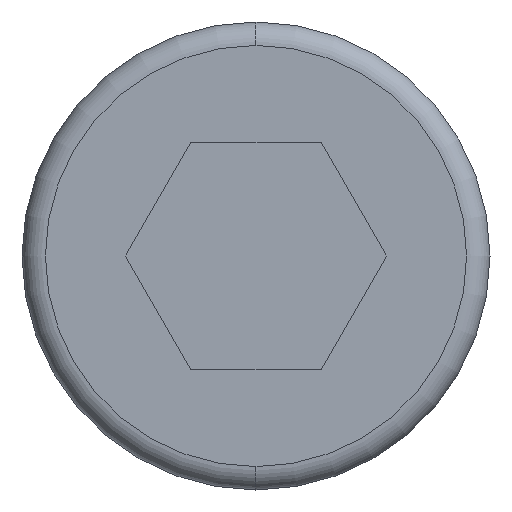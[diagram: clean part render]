
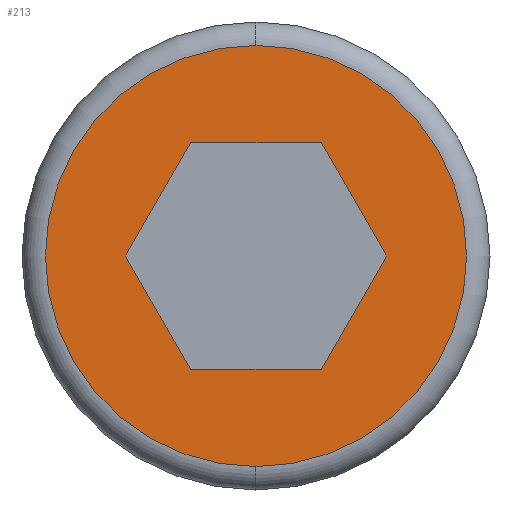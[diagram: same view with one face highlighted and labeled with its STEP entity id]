
A CAD part, left-side view. The second image highlights one B-rep face of the part: STEP entity #213.
In plain terms, the highlighted planar face has unit normal (-1, 0, 0).
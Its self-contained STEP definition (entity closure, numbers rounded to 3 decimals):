
#15 = ORIENTED_EDGE ( 'NONE', *, *, #251, .T. ) ;
#51 = EDGE_LOOP ( 'NONE', ( #333, #61, #495, #500, #276, #142 ) ) ;
#54 = LINE ( 'NONE', #515, #174 ) ;
#60 = VERTEX_POINT ( 'NONE', #478 ) ;
#61 = ORIENTED_EDGE ( 'NONE', *, *, #285, .F. ) ;
#69 = EDGE_LOOP ( 'NONE', ( #15, #425 ) ) ;
#76 = CARTESIAN_POINT ( 'NONE',  ( -4.82, -1.155, 2. ) ) ;
#81 = CIRCLE ( 'NONE', #365, 3.726 ) ;
#85 = CARTESIAN_POINT ( 'NONE',  ( -4.82, 0., -3.726 ) ) ;
#103 = EDGE_CURVE ( 'E4', #218, #191, #382, .T. ) ;
#111 = DIRECTION ( 'NONE',  ( 0., -0.5, -0.866 ) ) ;
#124 = CARTESIAN_POINT ( 'NONE',  ( -4.82, 3.726, 0. ) ) ;
#131 = VECTOR ( 'NONE', #149, 1000. ) ;
#134 = DIRECTION ( 'NONE',  ( -1., 0., 0. ) ) ;
#136 = DIRECTION ( 'NONE',  ( 0., 0., -1. ) ) ;
#142 = ORIENTED_EDGE ( 'NONE', *, *, #265, .F. ) ;
#149 = DIRECTION ( 'NONE',  ( 0., -1., 0. ) ) ;
#170 = VERTEX_POINT ( 'NONE', #210 ) ;
#174 = VECTOR ( 'NONE', #317, 1000. ) ;
#188 = LINE ( 'NONE', #322, #301 ) ;
#191 = VERTEX_POINT ( 'NONE', #243 ) ;
#205 = PLANE ( 'NONE',  #400 ) ;
#210 = CARTESIAN_POINT ( 'NONE',  ( -4.82, -1.155, -2. ) ) ;
#213 = ADVANCED_FACE ( 'E3', ( #273, #217 ), #205, .F. ) ;
#217 = FACE_BOUND ( 'NONE', #51, .T. ) ;
#218 = VERTEX_POINT ( 'NONE', #85 ) ;
#221 = LINE ( 'NONE', #241, #528 ) ;
#233 = CARTESIAN_POINT ( 'NONE',  ( -4.82, 2.664, 0.613 ) ) ;
#241 = CARTESIAN_POINT ( 'NONE',  ( -4.82, -0.801, 2.613 ) ) ;
#243 = CARTESIAN_POINT ( 'NONE',  ( -4.82, 0., 3.726 ) ) ;
#245 = DIRECTION ( 'NONE',  ( -1., 0., 0. ) ) ;
#246 = LINE ( 'NONE', #386, #131 ) ;
#251 = EDGE_CURVE ( 'E4', #191, #218, #81, .T. ) ;
#265 = EDGE_CURVE ( 'E46', #492, #529, #371, .T. ) ;
#267 = VERTEX_POINT ( 'NONE', #295 ) ;
#273 = FACE_OUTER_BOUND ( 'NONE', #69, .T. ) ;
#275 = EDGE_CURVE ( 'E32', #60, #267, #439, .T. ) ;
#276 = ORIENTED_EDGE ( 'NONE', *, *, #458, .F. ) ;
#279 = DIRECTION ( 'NONE',  ( 0., 0.5, 0.866 ) ) ;
#285 = EDGE_CURVE ( 'E18', #170, #506, #54, .T. ) ;
#288 = DIRECTION ( 'NONE',  ( 0., 0., 1. ) ) ;
#295 = CARTESIAN_POINT ( 'NONE',  ( -4.82, 1.155, -2. ) ) ;
#301 = VECTOR ( 'NONE', #363, 1000. ) ;
#303 = EDGE_CURVE ( 'E25', #267, #170, #246, .T. ) ;
#317 = DIRECTION ( 'NONE',  ( 0., -0.5, 0.866 ) ) ;
#322 = CARTESIAN_POINT ( 'NONE',  ( -4.82, 2.664, -0.613 ) ) ;
#333 = ORIENTED_EDGE ( 'NONE', *, *, #450, .F. ) ;
#339 = DIRECTION ( 'NONE',  ( 0., 1., 0. ) ) ;
#363 = DIRECTION ( 'NONE',  ( 0., 0.5, -0.866 ) ) ;
#365 = AXIS2_PLACEMENT_3D ( 'NONE', #373, #134, #413 ) ;
#371 = LINE ( 'NONE', #451, #459 ) ;
#373 = CARTESIAN_POINT ( 'NONE',  ( -4.82, 0., 0. ) ) ;
#378 = AXIS2_PLACEMENT_3D ( 'NONE', #405, #245, #288 ) ;
#382 = CIRCLE ( 'NONE', #378, 3.726 ) ;
#386 = CARTESIAN_POINT ( 'NONE',  ( -4.82, 3.726, -2. ) ) ;
#396 = CARTESIAN_POINT ( 'NONE',  ( -4.82, 1.155, 2. ) ) ;
#399 = CARTESIAN_POINT ( 'NONE',  ( -4.82, -2.309, 0. ) ) ;
#400 = AXIS2_PLACEMENT_3D ( 'NONE', #124, #457, #136 ) ;
#405 = CARTESIAN_POINT ( 'NONE',  ( -4.82, 0., 0. ) ) ;
#408 = VECTOR ( 'NONE', #111, 1000. ) ;
#413 = DIRECTION ( 'NONE',  ( 0., 0., 1. ) ) ;
#425 = ORIENTED_EDGE ( 'NONE', *, *, #103, .T. ) ;
#439 = LINE ( 'NONE', #233, #408 ) ;
#450 = EDGE_CURVE ( 'E11', #506, #492, #221, .T. ) ;
#451 = CARTESIAN_POINT ( 'NONE',  ( -4.82, 3.726, 2. ) ) ;
#457 = DIRECTION ( 'NONE',  ( 1., 0., 0. ) ) ;
#458 = EDGE_CURVE ( 'E39', #529, #60, #188, .T. ) ;
#459 = VECTOR ( 'NONE', #339, 1000. ) ;
#478 = CARTESIAN_POINT ( 'NONE',  ( -4.82, 2.309, 0. ) ) ;
#492 = VERTEX_POINT ( 'NONE', #76 ) ;
#495 = ORIENTED_EDGE ( 'NONE', *, *, #303, .F. ) ;
#500 = ORIENTED_EDGE ( 'NONE', *, *, #275, .F. ) ;
#506 = VERTEX_POINT ( 'NONE', #399 ) ;
#515 = CARTESIAN_POINT ( 'NONE',  ( -4.82, -0.801, -2.613 ) ) ;
#528 = VECTOR ( 'NONE', #279, 1000. ) ;
#529 = VERTEX_POINT ( 'NONE', #396 ) ;
